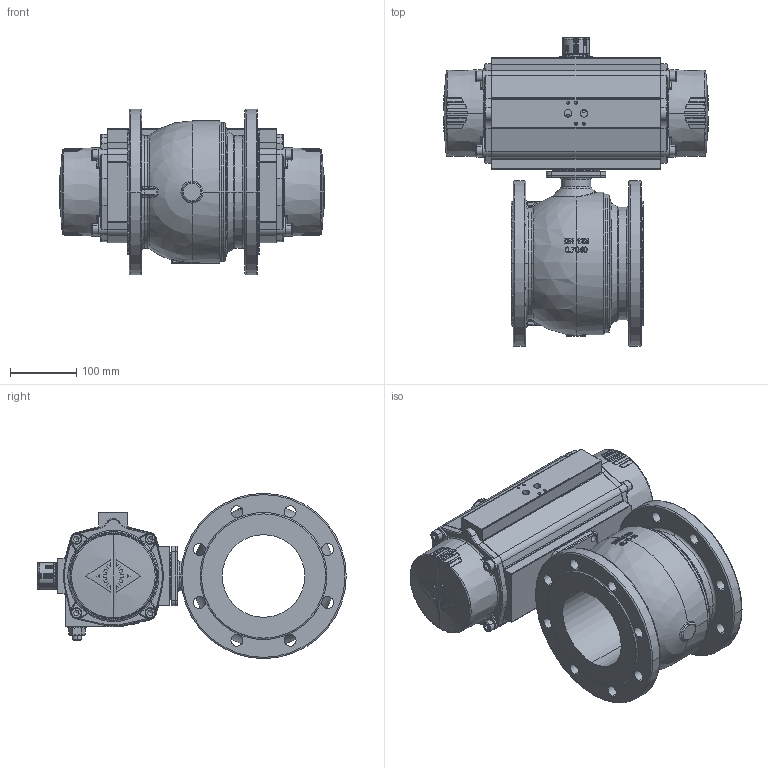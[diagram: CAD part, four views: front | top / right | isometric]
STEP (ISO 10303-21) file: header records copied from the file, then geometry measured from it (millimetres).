
FILE_DESCRIPTION (( 'STEP AP214' ), '1' );
FILE_NAME ('KH120-DN125-PN16-Pneumatischer-SR500-Einfachwirkend-Schwenkantrieb-Federschließend-Fergo.STEP', '2022-10-31T08:52:52', ( '' ), ( '' ), 'SwSTEP 2.0', 'SolidWorks 2022', '' );
FILE_SCHEMA (( 'AUTOMOTIVE_DESIGN' ));
Length unit declared in the file: millimetre
Products named in the file (3): 0500 ASR; KH120-DN125-PN16-Pneumatischer-SR500-Einfachwirkend-Schwenkantrieb-Federschließend-Fergo; KH121-kugelhahn-DN125-PN16-FW-Fergo
Assembly tree (2 placements, depth 2):
  KH120-DN125-PN16-Pneumatischer-SR500-Einfachwirkend-Schwenkantrieb-Federschließend-Fergo
    KH121-kugelhahn-DN125-PN16-FW-Fergo
    0500 ASR
Bounding box: 400.31 x 466.28 x 250 mm (x, y, z)
Volume: 2722459.8 mm3; surface area: 994532.4 mm2
Topology: 28 solids, 31 shells, 4228 faces, 11142 edges, 6887 vertices
Faces by surface type: plane 1363, cylinder 1259, bspline 1043, cone 296, torus 222, sphere 45
Entity records: 207135 total; most frequent: CARTESIAN_POINT 111407, ORIENTED_EDGE 21843, DIRECTION 17445, EDGE_CURVE 10933, VERTEX_POINT 6886, AXIS2_PLACEMENT_3D 6637, EDGE_LOOP 4459, FACE_OUTER_BOUND 4228
